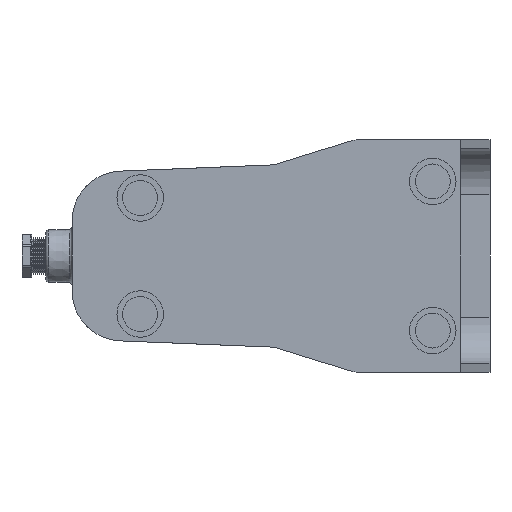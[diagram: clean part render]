
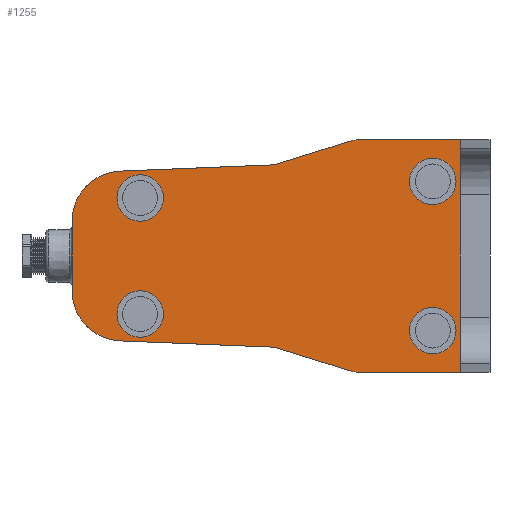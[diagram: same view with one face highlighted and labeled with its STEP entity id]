
A CAD part, front view. The second image highlights one B-rep face of the part: STEP entity #1255.
In plain terms, the highlighted planar face has unit normal (0, -1, 0).
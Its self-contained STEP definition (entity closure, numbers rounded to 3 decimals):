
#199 = DIRECTION ( 'NONE',  ( -0.999, 0., -0.041 ) ) ;
#290 = ORIENTED_EDGE ( 'NONE', *, *, #6056, .T. ) ;
#390 = ORIENTED_EDGE ( 'NONE', *, *, #3253, .F. ) ;
#501 = CIRCLE ( 'NONE', #2648, 10. ) ;
#1056 = CIRCLE ( 'NONE', #6975, 30. ) ;
#1255 = ADVANCED_FACE ( 'NONE', ( #14692 ), #10602, .F. ) ;
#1518 = EDGE_CURVE ( 'NONE', #10624, #7881, #4467, .T. ) ;
#1711 = CARTESIAN_POINT ( 'NONE',  ( -83.632, 0., -69.542 ) ) ;
#2120 = VECTOR ( 'NONE', #199, 1000. ) ;
#2245 = CARTESIAN_POINT ( 'NONE',  ( -80.64, 0., 70. ) ) ;
#2264 = EDGE_CURVE ( 'NONE', #8275, #10624, #501, .T. ) ;
#2376 = CARTESIAN_POINT ( 'NONE',  ( -130., 0., 55. ) ) ;
#2380 = CARTESIAN_POINT ( 'NONE',  ( -18., 0., 70. ) ) ;
#2533 = CARTESIAN_POINT ( 'NONE',  ( -80.64, 0., -70. ) ) ;
#2648 = AXIS2_PLACEMENT_3D ( 'NONE', #10503, #2851, #11733 ) ;
#2765 = VERTEX_POINT ( 'NONE', #12502 ) ;
#2816 = CARTESIAN_POINT ( 'NONE',  ( -252., 0., -21.204 ) ) ;
#2851 = DIRECTION ( 'NONE',  ( 0., -1., 0. ) ) ;
#3253 = EDGE_CURVE ( 'NONE', #8275, #13884, #10122, .T. ) ;
#3928 = CARTESIAN_POINT ( 'NONE',  ( -252., 0., 21.204 ) ) ;
#4467 = LINE ( 'NONE', #2376, #14489 ) ;
#4468 = ORIENTED_EDGE ( 'NONE', *, *, #1518, .T. ) ;
#4687 = VERTEX_POINT ( 'NONE', #8532 ) ;
#4701 = ORIENTED_EDGE ( 'NONE', *, *, #15785, .F. ) ;
#4702 = AXIS2_PLACEMENT_3D ( 'NONE', #6941, #6892, #6834 ) ;
#4810 = CARTESIAN_POINT ( 'NONE',  ( -83.632, 0., 69.542 ) ) ;
#4870 = ORIENTED_EDGE ( 'NONE', *, *, #10535, .T. ) ;
#4925 = EDGE_CURVE ( 'NONE', #7881, #6273, #16338, .T. ) ;
#5008 = DIRECTION ( 'NONE',  ( -0.954, 0., -0.299 ) ) ;
#5014 = DIRECTION ( 'NONE',  ( 0., 0., 1. ) ) ;
#5358 = CARTESIAN_POINT ( 'NONE',  ( -222., 0., -21.204 ) ) ;
#5510 = CARTESIAN_POINT ( 'NONE',  ( -222., 0., 21.204 ) ) ;
#5672 = LINE ( 'NONE', #11060, #15625 ) ;
#6021 = DIRECTION ( 'NONE',  ( 0., 0., 1. ) ) ;
#6056 = EDGE_CURVE ( 'NONE', #2765, #8059, #14542, .T. ) ;
#6066 = DIRECTION ( 'NONE',  ( 1., 0., 0. ) ) ;
#6185 = CARTESIAN_POINT ( 'NONE',  ( -80.64, 0., -60. ) ) ;
#6273 = VERTEX_POINT ( 'NONE', #15128 ) ;
#6456 = ORIENTED_EDGE ( 'NONE', *, *, #14887, .F. ) ;
#6611 = CIRCLE ( 'NONE', #9292, 10. ) ;
#6638 = VERTEX_POINT ( 'NONE', #2816 ) ;
#6643 = DIRECTION ( 'NONE',  ( 0., 0., 1. ) ) ;
#6811 = DIRECTION ( 'NONE',  ( 0., 0., 1. ) ) ;
#6834 = DIRECTION ( 'NONE',  ( 0., 0., 1. ) ) ;
#6892 = DIRECTION ( 'NONE',  ( 0., 1., 0. ) ) ;
#6941 = CARTESIAN_POINT ( 'NONE',  ( 0., 0., 70. ) ) ;
#6975 = AXIS2_PLACEMENT_3D ( 'NONE', #5510, #14252, #6811 ) ;
#7479 = DIRECTION ( 'NONE',  ( 0., 0., 1. ) ) ;
#7881 = VERTEX_POINT ( 'NONE', #8299 ) ;
#8059 = VERTEX_POINT ( 'NONE', #1711 ) ;
#8275 = VERTEX_POINT ( 'NONE', #2245 ) ;
#8299 = CARTESIAN_POINT ( 'NONE',  ( -130., 0., 55. ) ) ;
#8382 = CARTESIAN_POINT ( 'NONE',  ( -130., 0., -55. ) ) ;
#8498 = CARTESIAN_POINT ( 'NONE',  ( -252., 0., -50. ) ) ;
#8532 = CARTESIAN_POINT ( 'NONE',  ( -223.228, 0., -51.179 ) ) ;
#9016 = ORIENTED_EDGE ( 'NONE', *, *, #13187, .T. ) ;
#9265 = LINE ( 'NONE', #12407, #9657 ) ;
#9286 = CARTESIAN_POINT ( 'NONE',  ( -252., 0., 50. ) ) ;
#9292 = AXIS2_PLACEMENT_3D ( 'NONE', #6185, #14907, #7479 ) ;
#9657 = VECTOR ( 'NONE', #6021, 1000. ) ;
#9816 = EDGE_CURVE ( 'NONE', #6638, #4687, #11311, .T. ) ;
#10122 = LINE ( 'NONE', #16042, #12987 ) ;
#10503 = CARTESIAN_POINT ( 'NONE',  ( -80.64, 0., 60. ) ) ;
#10535 = EDGE_CURVE ( 'NONE', #4687, #2765, #13192, .T. ) ;
#10602 = PLANE ( 'NONE',  #4702 ) ;
#10624 = VERTEX_POINT ( 'NONE', #4810 ) ;
#10706 = AXIS2_PLACEMENT_3D ( 'NONE', #5358, #14096, #6643 ) ;
#11060 = CARTESIAN_POINT ( 'NONE',  ( -252., 0., -70. ) ) ;
#11258 = ORIENTED_EDGE ( 'NONE', *, *, #13518, .T. ) ;
#11263 = VECTOR ( 'NONE', #15787, 1000. ) ;
#11311 = CIRCLE ( 'NONE', #10706, 30. ) ;
#11395 = VECTOR ( 'NONE', #5014, 1000. ) ;
#11733 = DIRECTION ( 'NONE',  ( 0., 0., 1. ) ) ;
#12341 = CARTESIAN_POINT ( 'NONE',  ( -18., 0., 70. ) ) ;
#12407 = CARTESIAN_POINT ( 'NONE',  ( -252., 0., -70. ) ) ;
#12502 = CARTESIAN_POINT ( 'NONE',  ( -130., 0., -55. ) ) ;
#12920 = LINE ( 'NONE', #2380, #11395 ) ;
#12987 = VECTOR ( 'NONE', #6066, 1000. ) ;
#13187 = EDGE_CURVE ( 'NONE', #8059, #14054, #6611, .T. ) ;
#13192 = LINE ( 'NONE', #8498, #16122 ) ;
#13518 = EDGE_CURVE ( 'NONE', #6273, #15378, #1056, .T. ) ;
#13729 = EDGE_LOOP ( 'NONE', ( #390, #14409, #4468, #14197, #11258, #6456, #15018, #4870, #290, #9016, #4701, #15595 ) ) ;
#13884 = VERTEX_POINT ( 'NONE', #12341 ) ;
#14054 = VERTEX_POINT ( 'NONE', #2533 ) ;
#14096 = DIRECTION ( 'NONE',  ( 0., -1., 0. ) ) ;
#14197 = ORIENTED_EDGE ( 'NONE', *, *, #4925, .T. ) ;
#14252 = DIRECTION ( 'NONE',  ( 0., -1., 0. ) ) ;
#14409 = ORIENTED_EDGE ( 'NONE', *, *, #2264, .T. ) ;
#14489 = VECTOR ( 'NONE', #5008, 1000. ) ;
#14542 = LINE ( 'NONE', #8382, #11263 ) ;
#14668 = DIRECTION ( 'NONE',  ( 0.999, 0., -0.041 ) ) ;
#14689 = CARTESIAN_POINT ( 'NONE',  ( -18., 0., -70. ) ) ;
#14692 = FACE_OUTER_BOUND ( 'NONE', #13729, .T. ) ;
#14827 = VERTEX_POINT ( 'NONE', #14689 ) ;
#14887 = EDGE_CURVE ( 'NONE', #6638, #15378, #9265, .T. ) ;
#14907 = DIRECTION ( 'NONE',  ( 0., -1., 0. ) ) ;
#15018 = ORIENTED_EDGE ( 'NONE', *, *, #9816, .T. ) ;
#15128 = CARTESIAN_POINT ( 'NONE',  ( -223.228, 0., 51.179 ) ) ;
#15378 = VERTEX_POINT ( 'NONE', #3928 ) ;
#15391 = EDGE_CURVE ( 'NONE', #14827, #13884, #12920, .T. ) ;
#15595 = ORIENTED_EDGE ( 'NONE', *, *, #15391, .T. ) ;
#15625 = VECTOR ( 'NONE', #15918, 1000. ) ;
#15785 = EDGE_CURVE ( 'NONE', #14827, #14054, #5672, .T. ) ;
#15787 = DIRECTION ( 'NONE',  ( 0.954, 0., -0.299 ) ) ;
#15918 = DIRECTION ( 'NONE',  ( -1., 0., 0. ) ) ;
#16042 = CARTESIAN_POINT ( 'NONE',  ( -252., 0., 70. ) ) ;
#16122 = VECTOR ( 'NONE', #14668, 1000. ) ;
#16338 = LINE ( 'NONE', #9286, #2120 ) ;
